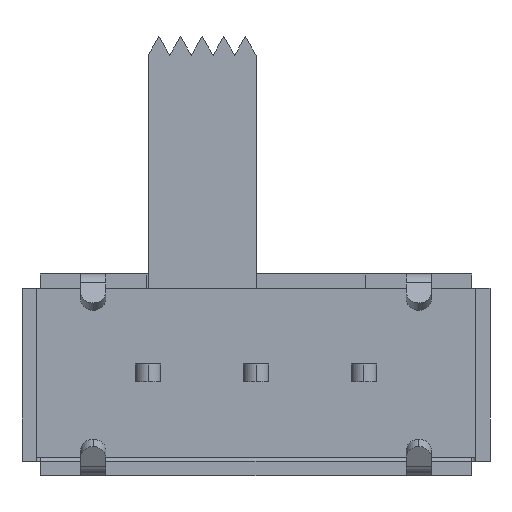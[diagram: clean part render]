
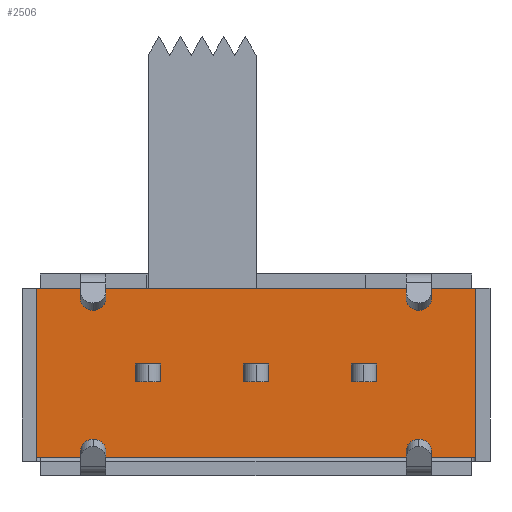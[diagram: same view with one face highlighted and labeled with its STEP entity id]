
A CAD part, front view. The second image highlights one B-rep face of the part: STEP entity #2506.
In plain terms, the highlighted planar face has unit normal (0, -1, 0).
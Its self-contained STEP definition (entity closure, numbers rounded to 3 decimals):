
#25 = VERTEX_POINT ( 'NONE', #4564 ) ;
#52 = ORIENTED_EDGE ( 'NONE', *, *, #1133, .F. ) ;
#54 = CARTESIAN_POINT ( 'NONE',  ( -6.45, 0., 2.6 ) ) ;
#55 = EDGE_CURVE ( 'NONE', #3092, #653, #3823, .T. ) ;
#88 = VECTOR ( 'NONE', #1994, 1000. ) ;
#99 = EDGE_CURVE ( 'NONE', #1062, #3728, #3030, .T. ) ;
#118 = VECTOR ( 'NONE', #1754, 1000. ) ;
#132 = CARTESIAN_POINT ( 'NONE',  ( -12.2, 0., 0. ) ) ;
#144 = ORIENTED_EDGE ( 'NONE', *, *, #55, .F. ) ;
#196 = VERTEX_POINT ( 'NONE', #132 ) ;
#205 = DIRECTION ( 'NONE',  ( 0., 0., -1. ) ) ;
#279 = LINE ( 'NONE', #1900, #1806 ) ;
#290 = ORIENTED_EDGE ( 'NONE', *, *, #2240, .F. ) ;
#297 = ORIENTED_EDGE ( 'NONE', *, *, #1879, .F. ) ;
#330 = ORIENTED_EDGE ( 'NONE', *, *, #3795, .F. ) ;
#340 = EDGE_CURVE ( 'NONE', #2300, #1522, #4610, .T. ) ;
#484 = FACE_BOUND ( 'NONE', #2586, .T. ) ;
#519 = CARTESIAN_POINT ( 'NONE',  ( 0., 0., 4.7 ) ) ;
#528 = DIRECTION ( 'NONE',  ( 0., 0., 1. ) ) ;
#533 = CARTESIAN_POINT ( 'NONE',  ( -2.75, 0., 2.1 ) ) ;
#591 = CARTESIAN_POINT ( 'NONE',  ( -3.45, 0., 2.1 ) ) ;
#653 = VERTEX_POINT ( 'NONE', #2706 ) ;
#663 = LINE ( 'NONE', #2113, #2342 ) ;
#727 = EDGE_CURVE ( 'NONE', #653, #196, #4201, .T. ) ;
#746 = VERTEX_POINT ( 'NONE', #533 ) ;
#839 = FACE_BOUND ( 'NONE', #1076, .T. ) ;
#912 = CARTESIAN_POINT ( 'NONE',  ( -5.75, 0., 2.1 ) ) ;
#969 = LINE ( 'NONE', #3526, #2096 ) ;
#1048 = CARTESIAN_POINT ( 'NONE',  ( -8.75, 0., 2.1 ) ) ;
#1062 = VERTEX_POINT ( 'NONE', #2748 ) ;
#1064 = DIRECTION ( 'NONE',  ( -1., 0., 0. ) ) ;
#1076 = EDGE_LOOP ( 'NONE', ( #52, #2978, #4488, #1439 ) ) ;
#1133 = EDGE_CURVE ( 'NONE', #1153, #3284, #2388, .T. ) ;
#1153 = VERTEX_POINT ( 'NONE', #3495 ) ;
#1159 = ORIENTED_EDGE ( 'NONE', *, *, #3395, .F. ) ;
#1160 = PLANE ( 'NONE',  #1712 ) ;
#1189 = LINE ( 'NONE', #3046, #3237 ) ;
#1195 = DIRECTION ( 'NONE',  ( 1., 0., 0. ) ) ;
#1269 = DIRECTION ( 'NONE',  ( 0., 0., -1. ) ) ;
#1377 = VECTOR ( 'NONE', #205, 1000. ) ;
#1439 = ORIENTED_EDGE ( 'NONE', *, *, #2066, .F. ) ;
#1441 = LINE ( 'NONE', #3677, #3948 ) ;
#1516 = LINE ( 'NONE', #2599, #4177 ) ;
#1522 = VERTEX_POINT ( 'NONE', #4214 ) ;
#1539 = VECTOR ( 'NONE', #1195, 1000. ) ;
#1559 = CARTESIAN_POINT ( 'NONE',  ( -5.75, 0., 2.6 ) ) ;
#1613 = ORIENTED_EDGE ( 'NONE', *, *, #3421, .F. ) ;
#1618 = DIRECTION ( 'NONE',  ( 0., -1., 0. ) ) ;
#1632 = CARTESIAN_POINT ( 'NONE',  ( -6.45, 0., 2.1 ) ) ;
#1636 = VECTOR ( 'NONE', #1743, 1000. ) ;
#1704 = DIRECTION ( 'NONE',  ( 0., 0., 1. ) ) ;
#1712 = AXIS2_PLACEMENT_3D ( 'NONE', #4101, #1618, #3786 ) ;
#1725 = DIRECTION ( 'NONE',  ( 1., 0., 0. ) ) ;
#1726 = VECTOR ( 'NONE', #3101, 1000. ) ;
#1743 = DIRECTION ( 'NONE',  ( 1., 0., 0. ) ) ;
#1754 = DIRECTION ( 'NONE',  ( 0., 0., 1. ) ) ;
#1806 = VECTOR ( 'NONE', #1064, 1000. ) ;
#1855 = VECTOR ( 'NONE', #528, 1000. ) ;
#1879 = EDGE_CURVE ( 'NONE', #3496, #4520, #1189, .T. ) ;
#1900 = CARTESIAN_POINT ( 'NONE',  ( -3.45, 0., 2.6 ) ) ;
#1938 = FACE_OUTER_BOUND ( 'NONE', #2003, .T. ) ;
#1994 = DIRECTION ( 'NONE',  ( -1., 0., 0. ) ) ;
#1999 = LINE ( 'NONE', #1632, #1726 ) ;
#2003 = EDGE_LOOP ( 'NONE', ( #4559, #4548, #144, #1159 ) ) ;
#2004 = VECTOR ( 'NONE', #1269, 1000. ) ;
#2066 = EDGE_CURVE ( 'NONE', #3284, #2881, #4654, .T. ) ;
#2071 = CARTESIAN_POINT ( 'NONE',  ( -9.45, 0., 2.1 ) ) ;
#2096 = VECTOR ( 'NONE', #1725, 1000. ) ;
#2113 = CARTESIAN_POINT ( 'NONE',  ( -12.2, 0., 4.7 ) ) ;
#2162 = LINE ( 'NONE', #2071, #3022 ) ;
#2240 = EDGE_CURVE ( 'NONE', #1522, #746, #969, .T. ) ;
#2257 = VERTEX_POINT ( 'NONE', #3914 ) ;
#2297 = EDGE_CURVE ( 'NONE', #2257, #1153, #4676, .T. ) ;
#2300 = VERTEX_POINT ( 'NONE', #3209 ) ;
#2320 = FACE_BOUND ( 'NONE', #4431, .T. ) ;
#2342 = VECTOR ( 'NONE', #1704, 1000. ) ;
#2388 = LINE ( 'NONE', #912, #1855 ) ;
#2506 = ADVANCED_FACE ( 'NONE', ( #484, #839, #2320, #1938 ), #1160, .T. ) ;
#2586 = EDGE_LOOP ( 'NONE', ( #1613, #290, #3062, #330 ) ) ;
#2599 = CARTESIAN_POINT ( 'NONE',  ( -12.2, 0., 4.7 ) ) ;
#2706 = CARTESIAN_POINT ( 'NONE',  ( 0., 0., 0. ) ) ;
#2744 = CARTESIAN_POINT ( 'NONE',  ( -9.45, 0., 2.6 ) ) ;
#2748 = CARTESIAN_POINT ( 'NONE',  ( -9.45, 0., 2.1 ) ) ;
#2778 = CARTESIAN_POINT ( 'NONE',  ( -6.45, 0., 2.1 ) ) ;
#2791 = ORIENTED_EDGE ( 'NONE', *, *, #2989, .F. ) ;
#2881 = VERTEX_POINT ( 'NONE', #54 ) ;
#2887 = LINE ( 'NONE', #1048, #118 ) ;
#2934 = DIRECTION ( 'NONE',  ( 0., 0., 1. ) ) ;
#2978 = ORIENTED_EDGE ( 'NONE', *, *, #2297, .F. ) ;
#2989 = EDGE_CURVE ( 'NONE', #4520, #1062, #2162, .T. ) ;
#3022 = VECTOR ( 'NONE', #3921, 1000. ) ;
#3030 = LINE ( 'NONE', #4112, #1539 ) ;
#3046 = CARTESIAN_POINT ( 'NONE',  ( -9.45, 0., 2.6 ) ) ;
#3062 = ORIENTED_EDGE ( 'NONE', *, *, #340, .F. ) ;
#3065 = DIRECTION ( 'NONE',  ( -1., 0., 0. ) ) ;
#3092 = VERTEX_POINT ( 'NONE', #4280 ) ;
#3101 = DIRECTION ( 'NONE',  ( 0., 0., -1. ) ) ;
#3209 = CARTESIAN_POINT ( 'NONE',  ( -3.45, 0., 2.6 ) ) ;
#3237 = VECTOR ( 'NONE', #3403, 1000. ) ;
#3284 = VERTEX_POINT ( 'NONE', #1559 ) ;
#3395 = EDGE_CURVE ( 'NONE', #3740, #3092, #1516, .T. ) ;
#3403 = DIRECTION ( 'NONE',  ( -1., 0., 0. ) ) ;
#3421 = EDGE_CURVE ( 'NONE', #746, #25, #1441, .T. ) ;
#3495 = CARTESIAN_POINT ( 'NONE',  ( -5.75, 0., 2.1 ) ) ;
#3496 = VERTEX_POINT ( 'NONE', #4091 ) ;
#3526 = CARTESIAN_POINT ( 'NONE',  ( -3.45, 0., 2.1 ) ) ;
#3594 = CARTESIAN_POINT ( 'NONE',  ( -12.2, 0., 4.7 ) ) ;
#3611 = VECTOR ( 'NONE', #3065, 1000. ) ;
#3634 = EDGE_CURVE ( 'NONE', #2881, #2257, #1999, .T. ) ;
#3677 = CARTESIAN_POINT ( 'NONE',  ( -2.75, 0., 2.1 ) ) ;
#3728 = VERTEX_POINT ( 'NONE', #4233 ) ;
#3740 = VERTEX_POINT ( 'NONE', #3594 ) ;
#3776 = EDGE_CURVE ( 'NONE', #196, #3740, #663, .T. ) ;
#3786 = DIRECTION ( 'NONE',  ( 0., 0., -1. ) ) ;
#3795 = EDGE_CURVE ( 'NONE', #25, #2300, #279, .T. ) ;
#3823 = LINE ( 'NONE', #519, #2004 ) ;
#3842 = CARTESIAN_POINT ( 'NONE',  ( -6.45, 0., 2.6 ) ) ;
#3914 = CARTESIAN_POINT ( 'NONE',  ( -6.45, 0., 2.1 ) ) ;
#3921 = DIRECTION ( 'NONE',  ( 0., 0., -1. ) ) ;
#3948 = VECTOR ( 'NONE', #2934, 1000. ) ;
#4091 = CARTESIAN_POINT ( 'NONE',  ( -8.75, 0., 2.6 ) ) ;
#4101 = CARTESIAN_POINT ( 'NONE',  ( -12.2, 0., 0. ) ) ;
#4112 = CARTESIAN_POINT ( 'NONE',  ( -9.45, 0., 2.1 ) ) ;
#4177 = VECTOR ( 'NONE', #4452, 1000. ) ;
#4201 = LINE ( 'NONE', #4510, #3611 ) ;
#4214 = CARTESIAN_POINT ( 'NONE',  ( -3.45, 0., 2.1 ) ) ;
#4233 = CARTESIAN_POINT ( 'NONE',  ( -8.75, 0., 2.1 ) ) ;
#4280 = CARTESIAN_POINT ( 'NONE',  ( 0., 0., 4.7 ) ) ;
#4365 = ORIENTED_EDGE ( 'NONE', *, *, #99, .F. ) ;
#4431 = EDGE_LOOP ( 'NONE', ( #4478, #4365, #2791, #297 ) ) ;
#4452 = DIRECTION ( 'NONE',  ( 1., 0., 0. ) ) ;
#4478 = ORIENTED_EDGE ( 'NONE', *, *, #4571, .F. ) ;
#4488 = ORIENTED_EDGE ( 'NONE', *, *, #3634, .F. ) ;
#4510 = CARTESIAN_POINT ( 'NONE',  ( -12.2, 0., 0. ) ) ;
#4520 = VERTEX_POINT ( 'NONE', #2744 ) ;
#4548 = ORIENTED_EDGE ( 'NONE', *, *, #727, .F. ) ;
#4559 = ORIENTED_EDGE ( 'NONE', *, *, #3776, .F. ) ;
#4564 = CARTESIAN_POINT ( 'NONE',  ( -2.75, 0., 2.6 ) ) ;
#4571 = EDGE_CURVE ( 'NONE', #3728, #3496, #2887, .T. ) ;
#4610 = LINE ( 'NONE', #591, #1377 ) ;
#4654 = LINE ( 'NONE', #3842, #88 ) ;
#4676 = LINE ( 'NONE', #2778, #1636 ) ;
